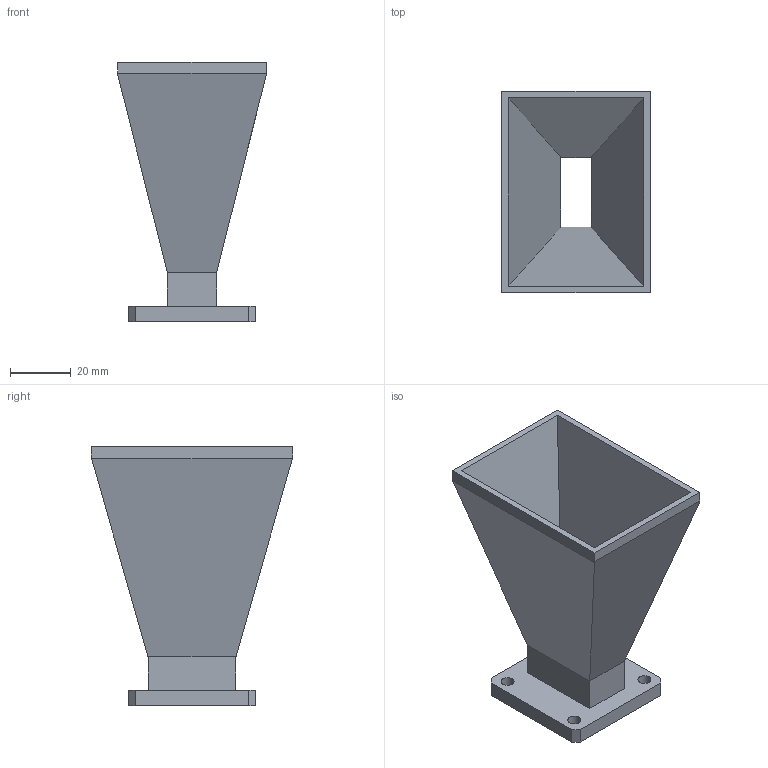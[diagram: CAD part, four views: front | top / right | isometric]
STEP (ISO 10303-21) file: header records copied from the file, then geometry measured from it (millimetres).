
FILE_DESCRIPTION (( 'STEP AP214' ), '1' );
FILE_NAME ('PEWAN090-15.step', '2021-09-15T18:23:58', ( '' ), ( '' ), 'SwSTEP 2.0', 'SolidWorks 2021', '' );
FILE_SCHEMA (( 'AUTOMOTIVE_DESIGN' ));
Length unit declared in the file: millimetre
Products named in the file (1): PEWAN090-15
Bounding box: 48.76 x 66.19 x 85 mm (x, y, z)
Volume: 45689.8 mm3; surface area: 27509.7 mm2
Topology: 1 solids, 1 shells, 40 faces, 112 edges, 76 vertices
Faces by surface type: plane 32, cylinder 8
Entity records: 1349 total; most frequent: CARTESIAN_POINT 229, ORIENTED_EDGE 224, DIRECTION 210, EDGE_CURVE 112, VECTOR 96, LINE 96, VERTEX_POINT 76, AXIS2_PLACEMENT_3D 57
